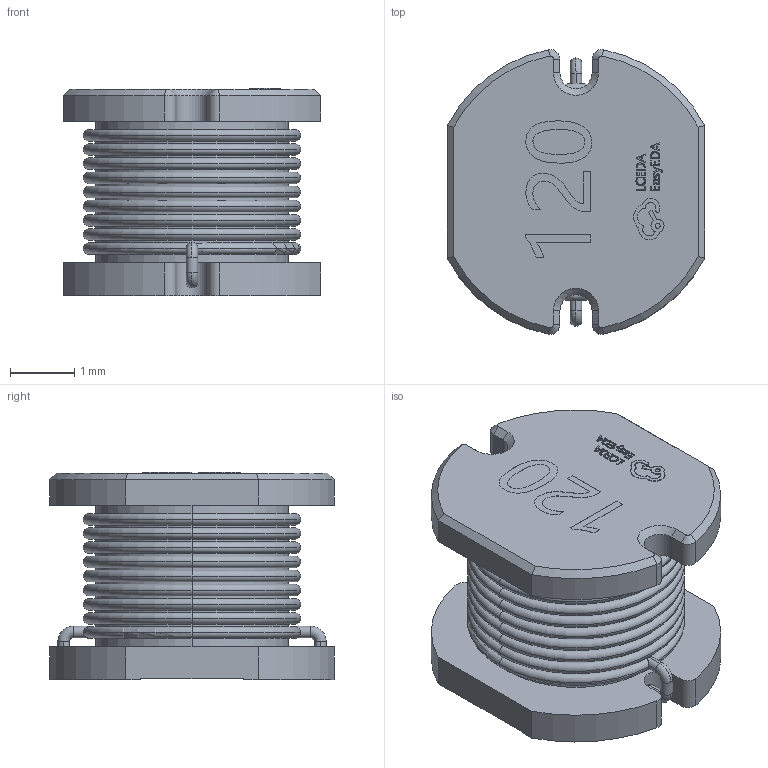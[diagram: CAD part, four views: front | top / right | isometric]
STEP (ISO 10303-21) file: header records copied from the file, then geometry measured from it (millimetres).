
FILE_DESCRIPTION (( 'STEP AP214' ), '1' );
FILE_NAME ('IND_SMD_L4.5-W4.0-H3.2-P3.40.step', '2022-07-09T01:21:04', ( '' ), ( '' ), 'SwSTEP 2.0', 'SolidWorks 2020', '' );
FILE_SCHEMA (( 'AUTOMOTIVE_DESIGN' ));
Length unit declared in the file: millimetre
Products named in the file (1): IND_SMD_L4.5-W4.0-H3.2-P3.40
Bounding box: 4 x 4.42 x 3.22 mm (x, y, z)
Volume: 32.5 mm3; surface area: 132.4 mm2
Topology: 9 solids, 9 shells, 436 faces, 1146 edges, 744 vertices
Faces by surface type: plane 215, bspline 130, torus 44, cylinder 37, cone 10
Entity records: 20874 total; most frequent: CARTESIAN_POINT 5986, ORIENTED_EDGE 2292, DIRECTION 1640, EDGE_CURVE 1146, VERTEX_POINT 744, LINE 692, VECTOR 692, AXIS2_PLACEMENT_3D 474
